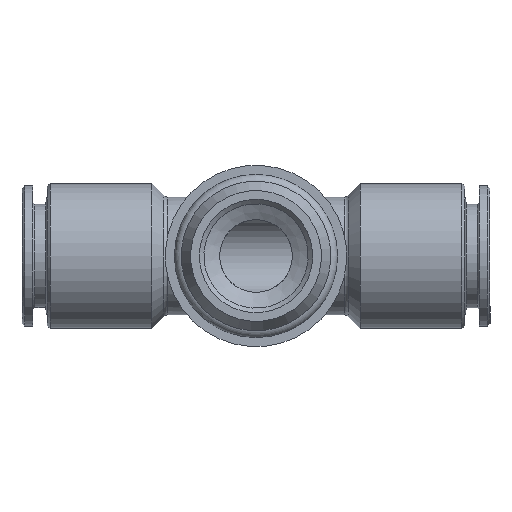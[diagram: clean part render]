
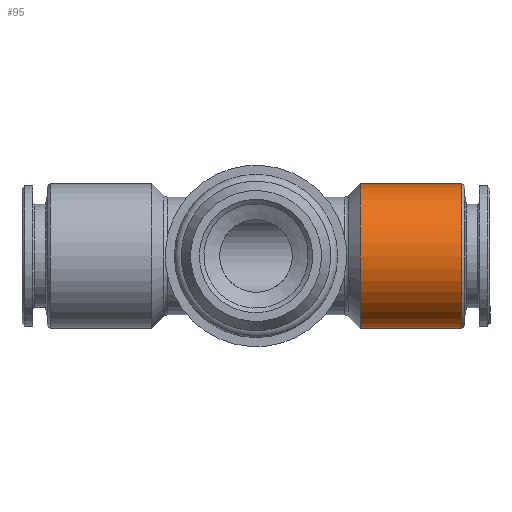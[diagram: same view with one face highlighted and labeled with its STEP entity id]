
A CAD part, front view. The second image highlights one B-rep face of the part: STEP entity #95.
In plain terms, the highlighted cylindrical face has radius 8 mm (diameter 16 mm), a full revolution.
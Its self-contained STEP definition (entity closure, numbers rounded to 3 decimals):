
#95 = ADVANCED_FACE( 'NONE', ( #198, #199 ), #200, .T. );
#198 = FACE_OUTER_BOUND( '', #659, .T. );
#199 = FACE_OUTER_BOUND( '', #660, .T. );
#200 = CYLINDRICAL_SURFACE( '', #661, 8. );
#659 = EDGE_LOOP( '', ( #1037 ) );
#660 = EDGE_LOOP( '', ( #1038 ) );
#661 = AXIS2_PLACEMENT_3D( '', #1039, #1040, #1041 );
#1037 = ORIENTED_EDGE( '', *, *, #1396, .T. );
#1038 = ORIENTED_EDGE( '', *, *, #1398, .T. );
#1039 = CARTESIAN_POINT( '', ( 0., 0., 0. ) );
#1040 = DIRECTION( '', ( 1., 0., 0. ) );
#1041 = DIRECTION( '', ( 0., 0., 1. ) );
#1396 = EDGE_CURVE( 'NONE', #1547, #1547, #1548, .T. );
#1398 = EDGE_CURVE( 'NONE', #1551, #1551, #1552, .T. );
#1547 = VERTEX_POINT( '', #1961 );
#1548 = CIRCLE( '', #1962, 8. );
#1551 = VERTEX_POINT( '', #1965 );
#1552 = CIRCLE( '', #1966, 8. );
#1961 = CARTESIAN_POINT( '', ( 11.5, 0., -8. ) );
#1962 = AXIS2_PLACEMENT_3D( '', #2351, #2352, #2353 );
#1965 = CARTESIAN_POINT( '', ( 22.7, 0., 8. ) );
#1966 = AXIS2_PLACEMENT_3D( '', #2357, #2358, #2359 );
#2351 = CARTESIAN_POINT( '', ( 11.5, 0., 0. ) );
#2352 = DIRECTION( '', ( 1., 0., 0. ) );
#2353 = DIRECTION( '', ( 0., 0., -1. ) );
#2357 = CARTESIAN_POINT( '', ( 22.7, 0., 0. ) );
#2358 = DIRECTION( '', ( -1., 0., 0. ) );
#2359 = DIRECTION( '', ( 0., 0., 1. ) );
